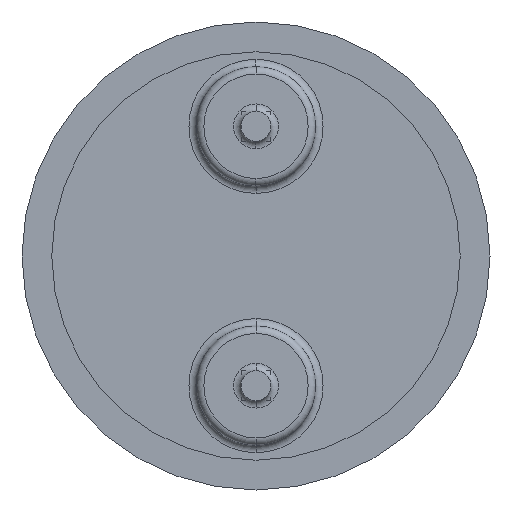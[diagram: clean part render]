
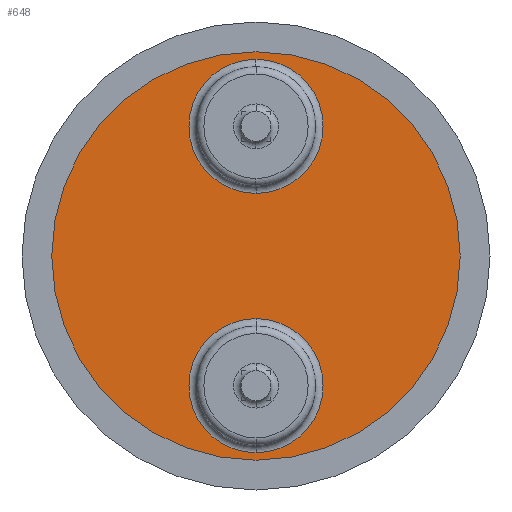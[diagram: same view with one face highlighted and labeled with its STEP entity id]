
A CAD part, front view. The second image highlights one B-rep face of the part: STEP entity #648.
In plain terms, the highlighted planar face has unit normal (0, -1, 0).
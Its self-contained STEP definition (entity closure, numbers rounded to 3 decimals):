
#23 = CIRCLE ( 'NONE', #3248, 2.25 ) ;
#136 = PLANE ( 'NONE',  #797 ) ;
#330 = AXIS2_PLACEMENT_3D ( 'NONE', #1931, #4472, #2295 ) ;
#509 = FACE_OUTER_BOUND ( 'NONE', #2886, .T. ) ;
#648 = ADVANCED_FACE ( 'NONE', ( #3432, #1487, #509 ), #136, .F. ) ;
#756 = VERTEX_POINT ( 'NONE', #3378 ) ;
#780 = EDGE_LOOP ( 'NONE', ( #3189, #4680 ) ) ;
#797 = AXIS2_PLACEMENT_3D ( 'NONE', #3042, #3073, #888 ) ;
#824 = EDGE_CURVE ( 'NONE', #2416, #756, #23, .T. ) ;
#888 = DIRECTION ( 'NONE',  ( 0., 0., 1. ) ) ;
#997 = AXIS2_PLACEMENT_3D ( 'NONE', #1639, #4189, #2006 ) ;
#1225 = DIRECTION ( 'NONE',  ( 0., 1., 0. ) ) ;
#1303 = VERTEX_POINT ( 'NONE', #4328 ) ;
#1400 = CARTESIAN_POINT ( 'NONE',  ( 0., 0., 4.35 ) ) ;
#1487 = FACE_BOUND ( 'NONE', #2997, .T. ) ;
#1495 = CARTESIAN_POINT ( 'NONE',  ( 0., 0., 4.35 ) ) ;
#1569 = AXIS2_PLACEMENT_3D ( 'NONE', #1495, #4054, #1856 ) ;
#1639 = CARTESIAN_POINT ( 'NONE',  ( 0., 0., 0. ) ) ;
#1765 = DIRECTION ( 'NONE',  ( 0., 0., 1. ) ) ;
#1851 = CIRCLE ( 'NONE', #330, 6.85 ) ;
#1856 = DIRECTION ( 'NONE',  ( 0., 0., 1. ) ) ;
#1860 = EDGE_CURVE ( 'NONE', #3619, #4526, #1851, .T. ) ;
#1931 = CARTESIAN_POINT ( 'NONE',  ( 0., 0., 0. ) ) ;
#1941 = CARTESIAN_POINT ( 'NONE',  ( 0., 0., -4.35 ) ) ;
#2006 = DIRECTION ( 'NONE',  ( 0., 0., 1. ) ) ;
#2228 = AXIS2_PLACEMENT_3D ( 'NONE', #1400, #3955, #1765 ) ;
#2236 = ORIENTED_EDGE ( 'NONE', *, *, #3622, .F. ) ;
#2295 = DIRECTION ( 'NONE',  ( 0., 0., 1. ) ) ;
#2310 = DIRECTION ( 'NONE',  ( 0., 0., 1. ) ) ;
#2416 = VERTEX_POINT ( 'NONE', #3504 ) ;
#2722 = CARTESIAN_POINT ( 'NONE',  ( 0., 0., 6.85 ) ) ;
#2886 = EDGE_LOOP ( 'NONE', ( #2236, #3865 ) ) ;
#2955 = EDGE_CURVE ( 'NONE', #3479, #1303, #3932, .T. ) ;
#2997 = EDGE_LOOP ( 'NONE', ( #3119, #4043 ) ) ;
#3042 = CARTESIAN_POINT ( 'NONE',  ( 0., 0., 0. ) ) ;
#3073 = DIRECTION ( 'NONE',  ( 0., 1., 0. ) ) ;
#3119 = ORIENTED_EDGE ( 'NONE', *, *, #2955, .T. ) ;
#3189 = ORIENTED_EDGE ( 'NONE', *, *, #3534, .T. ) ;
#3206 = CARTESIAN_POINT ( 'NONE',  ( 0., 0., -6.85 ) ) ;
#3248 = AXIS2_PLACEMENT_3D ( 'NONE', #3408, #1225, #3773 ) ;
#3377 = EDGE_CURVE ( 'NONE', #1303, #3479, #3419, .T. ) ;
#3378 = CARTESIAN_POINT ( 'NONE',  ( 0., 0., -2.1 ) ) ;
#3408 = CARTESIAN_POINT ( 'NONE',  ( 0., 0., -4.35 ) ) ;
#3419 = CIRCLE ( 'NONE', #1569, 2.25 ) ;
#3432 = FACE_BOUND ( 'NONE', #780, .T. ) ;
#3479 = VERTEX_POINT ( 'NONE', #4109 ) ;
#3504 = CARTESIAN_POINT ( 'NONE',  ( 0., 0., -6.6 ) ) ;
#3534 = EDGE_CURVE ( 'NONE', #756, #2416, #3927, .T. ) ;
#3619 = VERTEX_POINT ( 'NONE', #2722 ) ;
#3622 = EDGE_CURVE ( 'NONE', #4526, #3619, #4431, .T. ) ;
#3772 = AXIS2_PLACEMENT_3D ( 'NONE', #1941, #4486, #2310 ) ;
#3773 = DIRECTION ( 'NONE',  ( 0., 0., 1. ) ) ;
#3865 = ORIENTED_EDGE ( 'NONE', *, *, #1860, .F. ) ;
#3927 = CIRCLE ( 'NONE', #3772, 2.25 ) ;
#3932 = CIRCLE ( 'NONE', #2228, 2.25 ) ;
#3955 = DIRECTION ( 'NONE',  ( 0., 1., 0. ) ) ;
#4043 = ORIENTED_EDGE ( 'NONE', *, *, #3377, .T. ) ;
#4054 = DIRECTION ( 'NONE',  ( 0., 1., 0. ) ) ;
#4109 = CARTESIAN_POINT ( 'NONE',  ( 0., 0., 6.6 ) ) ;
#4189 = DIRECTION ( 'NONE',  ( 0., 1., 0. ) ) ;
#4328 = CARTESIAN_POINT ( 'NONE',  ( 0., 0., 2.1 ) ) ;
#4431 = CIRCLE ( 'NONE', #997, 6.85 ) ;
#4472 = DIRECTION ( 'NONE',  ( 0., 1., 0. ) ) ;
#4486 = DIRECTION ( 'NONE',  ( 0., 1., 0. ) ) ;
#4526 = VERTEX_POINT ( 'NONE', #3206 ) ;
#4680 = ORIENTED_EDGE ( 'NONE', *, *, #824, .T. ) ;
